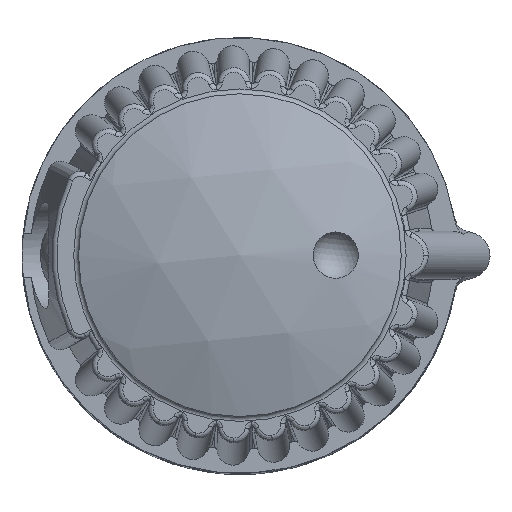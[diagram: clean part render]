
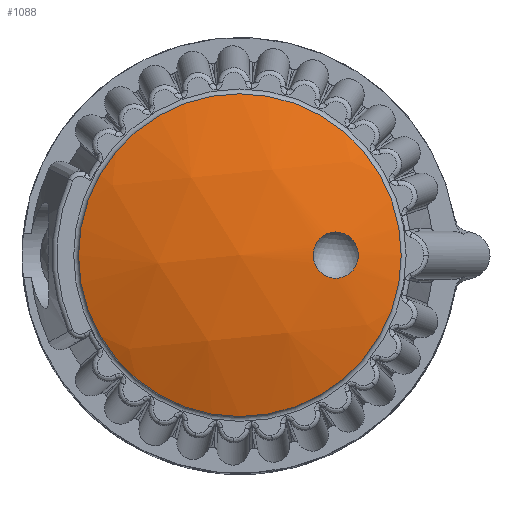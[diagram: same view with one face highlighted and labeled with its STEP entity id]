
A CAD part, top view. The second image highlights one B-rep face of the part: STEP entity #1088.
In plain terms, the highlighted spherical face has radius 13 mm.
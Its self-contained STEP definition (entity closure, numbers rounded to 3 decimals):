
#40 = CARTESIAN_POINT ( 'NONE',  ( 0., 0., 5.5 ) ) ;
#828 = CARTESIAN_POINT ( 'NONE',  ( 0., -3.669, 5.972 ) ) ;
#1088 = ADVANCED_FACE ( 'NONE', ( #15017, #6707 ), #11341, .T. ) ;
#1755 = VERTEX_POINT ( 'NONE', #828 ) ;
#2883 = DIRECTION ( 'NONE',  ( -0.995, -0.1, 0. ) ) ;
#4421 = AXIS2_PLACEMENT_3D ( 'NONE', #9390, #2883, #12877 ) ;
#5586 = AXIS2_PLACEMENT_3D ( 'NONE', #11716, #8452, #13379 ) ;
#6594 = DIRECTION ( 'NONE',  ( -1., 0., 0. ) ) ;
#6707 = FACE_BOUND ( 'NONE', #17290, .T. ) ;
#7785 = CIRCLE ( 'NONE', #18115, 5. ) ;
#8452 = DIRECTION ( 'NONE',  ( 0., 0.229, -0.973 ) ) ;
#9154 = EDGE_CURVE ( 'NONE', #14192, #14192, #7785, .T. ) ;
#9390 = CARTESIAN_POINT ( 'NONE',  ( 0., 0., -6.5 ) ) ;
#11341 = SPHERICAL_SURFACE ( 'NONE', #4421, 13. ) ;
#11716 = CARTESIAN_POINT ( 'NONE',  ( 0., -2.969, 6.136 ) ) ;
#12877 = DIRECTION ( 'NONE',  ( 0.1, -0.995, 0. ) ) ;
#13379 = DIRECTION ( 'NONE',  ( 0., -0.973, -0.229 ) ) ;
#13746 = CARTESIAN_POINT ( 'NONE',  ( -5., 0., 5.5 ) ) ;
#14192 = VERTEX_POINT ( 'NONE', #13746 ) ;
#15017 = FACE_OUTER_BOUND ( 'NONE', #18564, .T. ) ;
#16535 = EDGE_CURVE ( 'NONE', #1755, #1755, #18014, .T. ) ;
#16936 = ORIENTED_EDGE ( 'NONE', *, *, #16535, .T. ) ;
#17290 = EDGE_LOOP ( 'NONE', ( #16936 ) ) ;
#18014 = CIRCLE ( 'NONE', #5586, 0.718 ) ;
#18115 = AXIS2_PLACEMENT_3D ( 'NONE', #40, #18309, #6594 ) ;
#18309 = DIRECTION ( 'NONE',  ( 0., 0., -1. ) ) ;
#18564 = EDGE_LOOP ( 'NONE', ( #19300 ) ) ;
#19300 = ORIENTED_EDGE ( 'NONE', *, *, #9154, .F. ) ;
